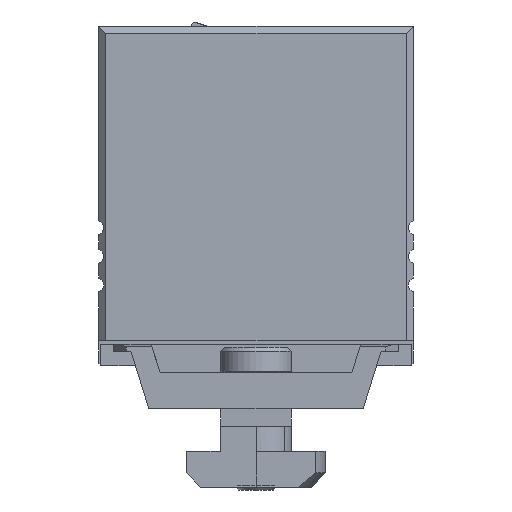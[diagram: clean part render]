
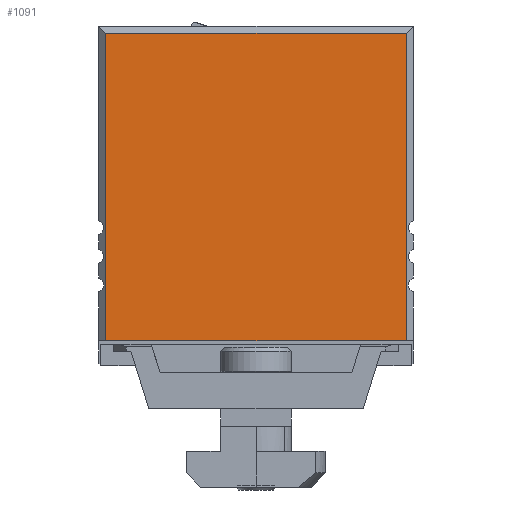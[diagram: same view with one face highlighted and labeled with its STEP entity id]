
A CAD part, left-side view. The second image highlights one B-rep face of the part: STEP entity #1091.
In plain terms, the highlighted planar face has unit normal (-1, 0, 0).
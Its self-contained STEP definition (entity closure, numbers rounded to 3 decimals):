
#1091=ADVANCED_FACE('',(#2373),#2374,.F.);
#2373=FACE_OUTER_BOUND('',#3835,.T.);
#2374=PLANE('',#3836);
#3835=EDGE_LOOP('',(#7150,#7151,#7152,#7153));
#3836=AXIS2_PLACEMENT_3D('',#7154,#7155,#7156);
#7150=ORIENTED_EDGE('',*,*,#9825,.F.);
#7151=ORIENTED_EDGE('',*,*,#9837,.F.);
#7152=ORIENTED_EDGE('',*,*,#9811,.F.);
#7153=ORIENTED_EDGE('',*,*,#9840,.F.);
#7154=CARTESIAN_POINT('',(-9.7,0.,22.5));
#7155=DIRECTION('',(1.0,0.0,0.0));
#7156=DIRECTION('',(0.0,1.0,-0.0));
#9811=EDGE_CURVE('',#12103,#12105,#12106,.F.);
#9825=EDGE_CURVE('',#12121,#12123,#12124,.F.);
#9837=EDGE_CURVE('',#12105,#12121,#12137,.F.);
#9840=EDGE_CURVE('',#12123,#12103,#12140,.T.);
#12103=VERTEX_POINT('',#15847);
#12105=VERTEX_POINT('',#15850);
#12106=LINE('',#15851,#15852);
#12121=VERTEX_POINT('',#15875);
#12123=VERTEX_POINT('',#15878);
#12124=LINE('',#15879,#15880);
#12137=LINE('',#15899,#15900);
#12140=LINE('',#15904,#15905);
#15847=CARTESIAN_POINT('',(-9.7,21.,0.5));
#15850=CARTESIAN_POINT('',(-9.7,21.,43.5));
#15851=CARTESIAN_POINT('',(-9.7,21.,17.));
#15852=VECTOR('',#19853,1.0);
#15875=CARTESIAN_POINT('',(-9.7,-21.,43.5));
#15878=CARTESIAN_POINT('',(-9.7,-21.,0.5));
#15879=CARTESIAN_POINT('',(-9.7,-21.,28.));
#15880=VECTOR('',#19863,1.0);
#15899=CARTESIAN_POINT('',(-9.7,5.5,43.5));
#15900=VECTOR('',#19870,1.0);
#15904=CARTESIAN_POINT('',(-9.7,-11.,0.5));
#15905=VECTOR('',#19872,1.0);
#19853=DIRECTION('',(0.0,0.,-1.0));
#19863=DIRECTION('',(0.0,0.,1.0));
#19870=DIRECTION('',(0.0,1.0,0.));
#19872=DIRECTION('',(-0.0,1.0,0.0));
